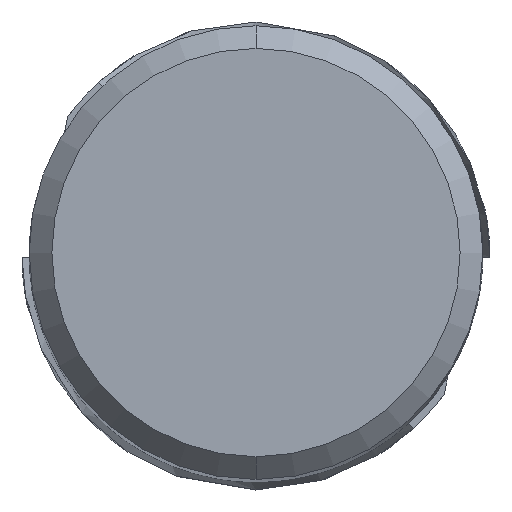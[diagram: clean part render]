
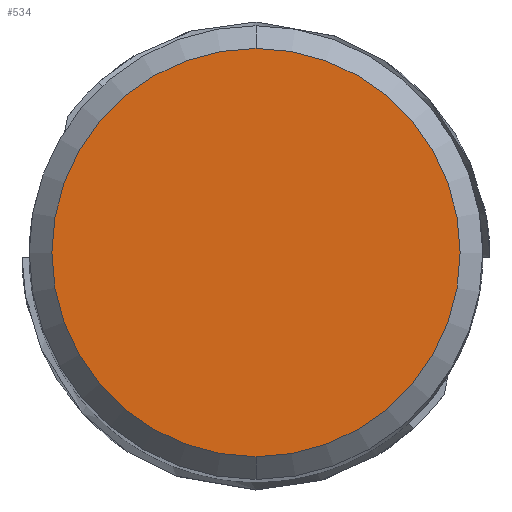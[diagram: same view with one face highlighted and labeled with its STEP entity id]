
A CAD part, top view. The second image highlights one B-rep face of the part: STEP entity #534.
In plain terms, the highlighted planar face has unit normal (0, 0, 1).
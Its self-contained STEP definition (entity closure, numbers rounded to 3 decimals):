
#392=VERTEX_POINT('',#1082);
#534=ADVANCED_FACE('',(#1235),#1236,.T.);
#586=EDGE_CURVE('',#392,#854,#1293,.T.);
#846=EDGE_CURVE('',#854,#392,#1583,.T.);
#854=VERTEX_POINT('',#1592);
#1082=CARTESIAN_POINT('',(0.,-7.2,0.0));
#1235=FACE_OUTER_BOUND('',#3154,.T.);
#1236=PLANE('',#3155);
#1293=CIRCLE('',#3361,7.2);
#1583=CIRCLE('',#5209,7.2);
#1592=CARTESIAN_POINT('',(0.0,7.2,0.0));
#3154=EDGE_LOOP('',(#6813,#6814));
#3155=AXIS2_PLACEMENT_3D('',#6815,#6816,#6817);
#3361=AXIS2_PLACEMENT_3D('',#6875,#6876,#6877);
#5209=AXIS2_PLACEMENT_3D('',#7253,#7254,#7255);
#6813=ORIENTED_EDGE('',*,*,#846,.F.);
#6814=ORIENTED_EDGE('',*,*,#586,.F.);
#6815=CARTESIAN_POINT('',(0.0,3.6,0.0));
#6816=DIRECTION('',(-0.0,0.0,1.0));
#6817=DIRECTION('',(0.0,-1.0,0.0));
#6875=CARTESIAN_POINT('',(0.0,0.0,0.0));
#6876=DIRECTION('',(0.0,0.0,-1.0));
#6877=DIRECTION('',(0.0,1.0,0.0));
#7253=CARTESIAN_POINT('',(0.0,0.0,0.0));
#7254=DIRECTION('',(0.0,0.0,-1.0));
#7255=DIRECTION('',(0.0,1.0,0.0));
